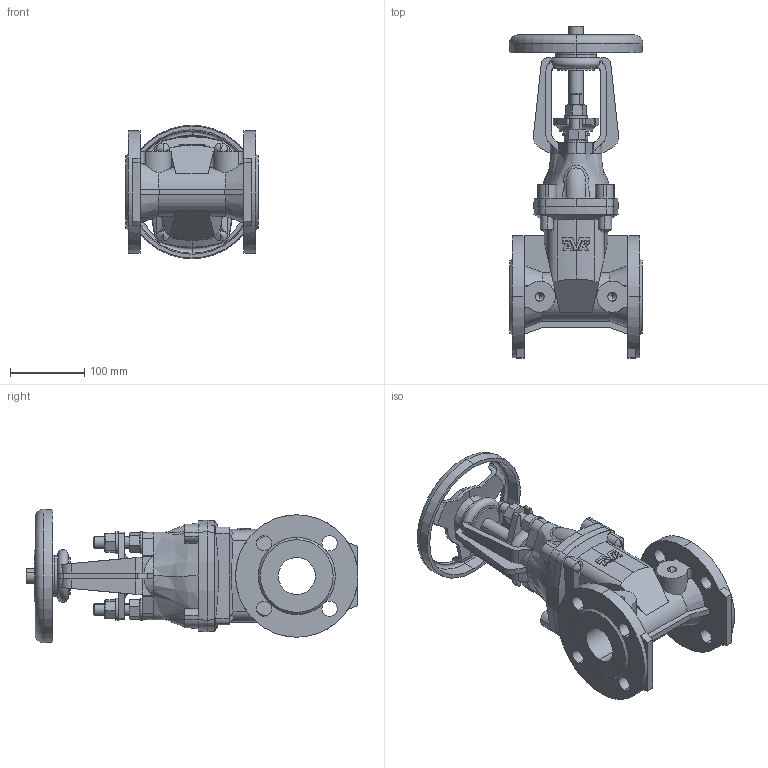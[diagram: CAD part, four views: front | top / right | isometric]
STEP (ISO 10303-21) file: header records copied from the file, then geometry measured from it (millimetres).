
FILE_DESCRIPTION (( 'STEP AP203' ), '1' );
FILE_NAME ('O_45_56_DN050_X1_AA2_step.step', '2015-08-25T09:27:26', ( 'Windows User' ), ( 'AVK' ), 'SwSTEP 2.0', 'SolidWorks 2012', '' );
FILE_SCHEMA (( 'CONFIG_CONTROL_DESIGN' ));
Length unit declared in the file: millimetre
Products named in the file (1): O_45_56_DN050_X1_AA2_step
Bounding box: 180 x 447.5 x 180 mm (x, y, z)
Volume: 3341194.7 mm3; surface area: 371364.1 mm2
Topology: 1 solids, 1 shells, 545 faces, 1504 edges, 965 vertices
Faces by surface type: plane 224, cylinder 171, cone 108, torus 26, bspline 16
Entity records: 26194 total; most frequent: CARTESIAN_POINT 12740, ORIENTED_EDGE 2984, DIRECTION 2656, EDGE_CURVE 1492, AXIS2_PLACEMENT_3D 1055, VERTEX_POINT 965, EDGE_LOOP 593, VECTOR 546
